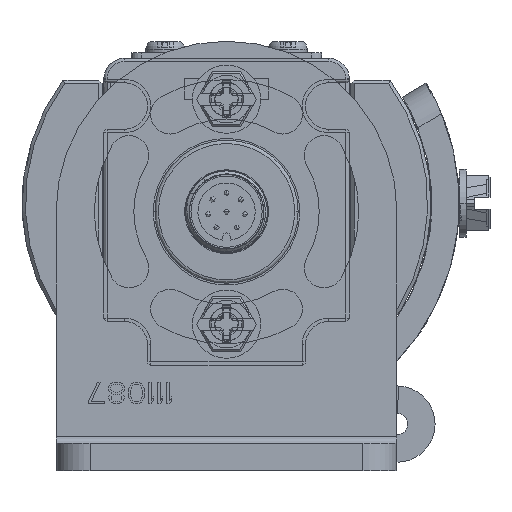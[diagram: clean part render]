
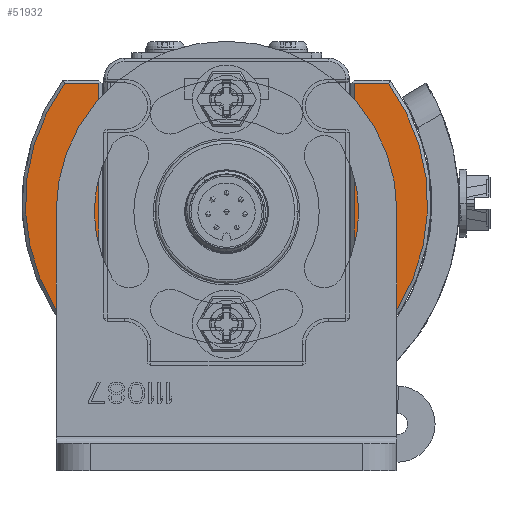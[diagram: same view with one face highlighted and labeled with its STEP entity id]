
A CAD part, front view. The second image highlights one B-rep face of the part: STEP entity #51932.
In plain terms, the highlighted face is planar.
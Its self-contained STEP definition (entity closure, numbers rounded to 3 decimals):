
#50917=DIRECTION('',(1.,0.,0.));
#50918=VECTOR('',#50917,37.);
#50919=CARTESIAN_POINT('',(-19.5,-18.75,-10.));
#50920=LINE('',#50919,#50918);
#50937=DIRECTION('',(0.,-1.,0.));
#50938=VECTOR('',#50937,4.999);
#50939=CARTESIAN_POINT('',(17.5,-18.75,-10.));
#50940=LINE('',#50939,#50938);
#50955=CARTESIAN_POINT('',(0.,0.,-10.));
#50956=DIRECTION('',(0.,0.,-1.));
#50957=DIRECTION('',(0.593,-0.805,0.));
#50958=AXIS2_PLACEMENT_3D('',#50955,#50956,#50957);
#51578=CARTESIAN_POINT('',(-19.5,15.25,-10.));
#51579=DIRECTION('',(0.,0.,1.));
#51580=DIRECTION('',(0.,1.,0.));
#51581=AXIS2_PLACEMENT_3D('',#51578,#51579,#51580);
#51583=DIRECTION('',(-1.,0.,0.));
#51584=VECTOR('',#51583,37.);
#51585=CARTESIAN_POINT('',(17.5,18.75,-10.));
#51586=LINE('',#51585,#51584);
#51599=DIRECTION('',(0.,-1.,0.));
#51600=VECTOR('',#51599,4.999);
#51601=CARTESIAN_POINT('',(17.5,23.749,-10.));
#51602=LINE('',#51601,#51600);
#51616=DIRECTION('',(0.,-1.,0.));
#51617=VECTOR('',#51616,30.5);
#51618=CARTESIAN_POINT('',(-23.,15.25,-10.));
#51619=LINE('',#51618,#51617);
#51637=CARTESIAN_POINT('',(-19.5,-15.25,-10.));
#51638=DIRECTION('',(0.,0.,1.));
#51639=DIRECTION('',(-1.,0.,0.));
#51640=AXIS2_PLACEMENT_3D('',#51637,#51638,#51639);
#51737=CARTESIAN_POINT('',(17.5,-23.749,-10.));
#51738=CARTESIAN_POINT('',(17.5,23.749,-10.));
#51739=VERTEX_POINT('',#51737);
#51740=VERTEX_POINT('',#51738);
#51741=CARTESIAN_POINT('',(17.5,18.75,-10.));
#51742=VERTEX_POINT('',#51741);
#51745=CARTESIAN_POINT('',(17.5,-18.75,-10.));
#51746=VERTEX_POINT('',#51745);
#51893=CARTESIAN_POINT('',(-19.5,18.75,-10.));
#51894=VERTEX_POINT('',#51893);
#51899=CARTESIAN_POINT('',(-23.,15.25,-10.));
#51900=VERTEX_POINT('',#51899);
#51901=CARTESIAN_POINT('',(-23.,-15.25,-10.));
#51902=VERTEX_POINT('',#51901);
#51907=CARTESIAN_POINT('',(-19.5,-18.75,-10.));
#51908=VERTEX_POINT('',#51907);
#51909=CARTESIAN_POINT('',(0.,0.,-10.));
#51910=DIRECTION('',(0.,0.,1.));
#51911=DIRECTION('',(1.,0.,0.));
#51912=AXIS2_PLACEMENT_3D('',#51909,#51910,#51911);
#51913=PLANE('',#51912);
#51915=ORIENTED_EDGE('',*,*,#51914,.F.);
#51917=ORIENTED_EDGE('',*,*,#51916,.F.);
#51919=ORIENTED_EDGE('',*,*,#51918,.F.);
#51921=ORIENTED_EDGE('',*,*,#51920,.F.);
#51923=ORIENTED_EDGE('',*,*,#51922,.F.);
#51925=ORIENTED_EDGE('',*,*,#51924,.F.);
#51927=ORIENTED_EDGE('',*,*,#51926,.F.);
#51929=ORIENTED_EDGE('',*,*,#51928,.F.);
#51930=EDGE_LOOP('',(#51915,#51917,#51919,#51921,#51923,#51925,#51927,#51929));
#51931=FACE_OUTER_BOUND('',#51930,.F.);
#51932=ADVANCED_FACE('',(#51931),#51913,.F.);
#50959=CIRCLE('',#50958,29.5);
#51582=CIRCLE('',#51581,3.5);
#51641=CIRCLE('',#51640,3.5);
#51914=EDGE_CURVE('',#51908,#51746,#50920,.T.);
#51916=EDGE_CURVE('',#51902,#51908,#51641,.T.);
#51918=EDGE_CURVE('',#51900,#51902,#51619,.T.);
#51920=EDGE_CURVE('',#51894,#51900,#51582,.T.);
#51922=EDGE_CURVE('',#51742,#51894,#51586,.T.);
#51924=EDGE_CURVE('',#51740,#51742,#51602,.T.);
#51926=EDGE_CURVE('',#51739,#51740,#50959,.T.);
#51928=EDGE_CURVE('',#51746,#51739,#50940,.T.);
